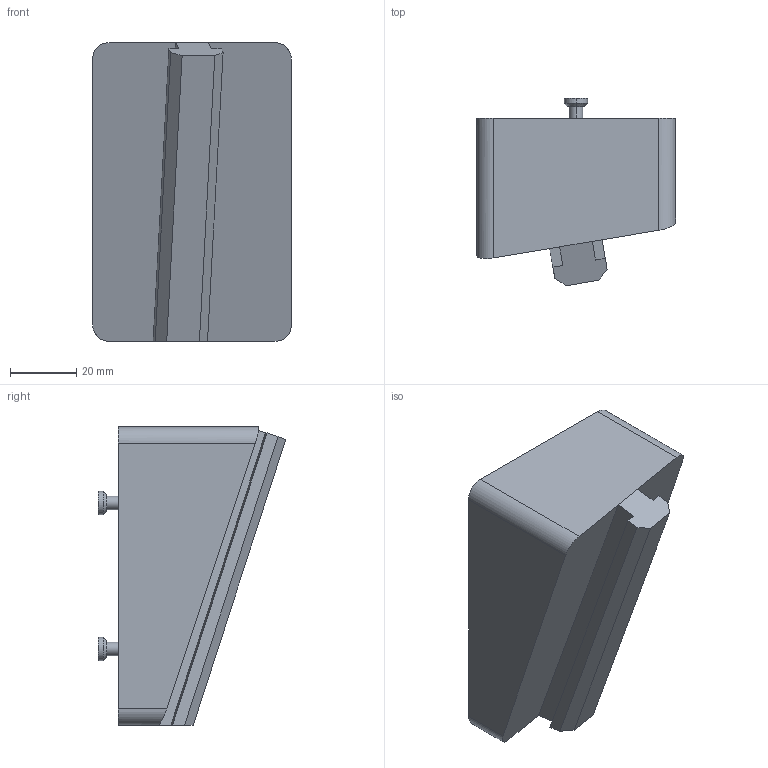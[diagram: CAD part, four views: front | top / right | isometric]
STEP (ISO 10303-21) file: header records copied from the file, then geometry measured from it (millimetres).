
FILE_DESCRIPTION (( 'STEP AP214' ), '1' );
FILE_NAME ('Raspi_mount.STEP', '2016-08-10T17:49:27', ( '' ), ( '' ), 'SwSTEP 2.0', 'SolidWorks 2013', '' );
FILE_SCHEMA (( 'AUTOMOTIVE_DESIGN' ));
Length unit declared in the file: centimetre
Products named in the file (1): Raspi_mount
Bounding box: 60 x 56.53 x 90 mm (x, y, z)
Volume: 138310.2 mm3; surface area: 21471.5 mm2
Topology: 1 solids, 1 shells, 37 faces, 87 edges, 56 vertices
Faces by surface type: plane 21, cylinder 12, cone 4
Entity records: 1091 total; most frequent: CARTESIAN_POINT 193, DIRECTION 183, ORIENTED_EDGE 174, EDGE_CURVE 87, AXIS2_PLACEMENT_3D 62, LINE 59, VECTOR 59, VERTEX_POINT 56
